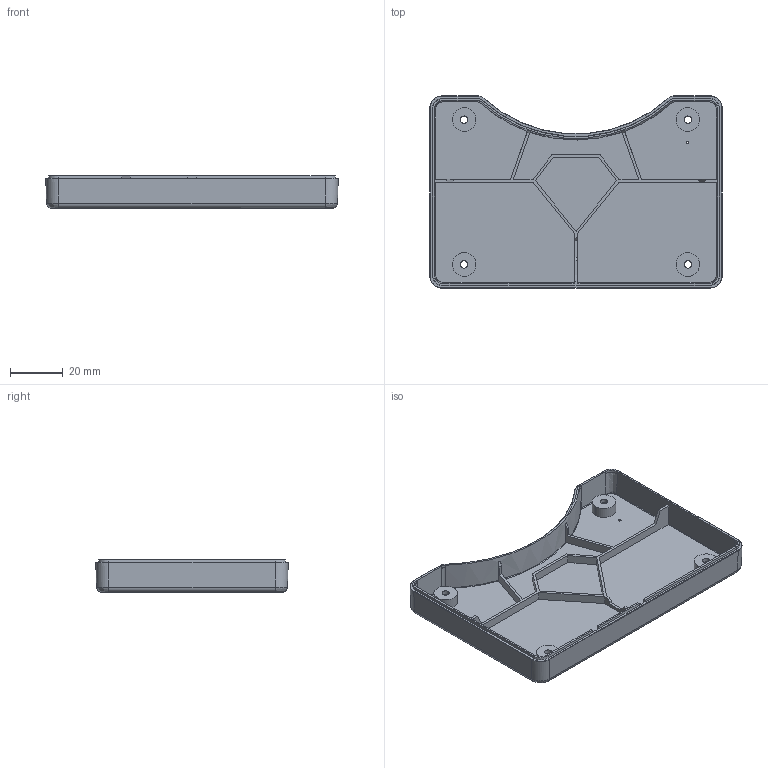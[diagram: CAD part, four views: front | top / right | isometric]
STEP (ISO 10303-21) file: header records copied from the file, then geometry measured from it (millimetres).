
FILE_DESCRIPTION(('CATIA V5 STEP Exchange'),'2;1');
FILE_NAME('Water Meter Enclosure 2_v05_Bottom Cover_STP.stp','2023-09-05T01:09:03+00:00',('none'),('none'),'CATIA Version 5 Release 20 GA (IN-10)','CATIA V5 STEP AP203 Edition 2','none');
FILE_SCHEMA(('AP203_CONFIGURATION_CONTROLLED_3D_DESIGN_OF_MECHANICAL_PARTS_AND_ASSEMBLIES_MIM_LF { 1 0 10303 403 2 1 2}'));
Length unit declared in the file: millimetre
Products named in the file (1): Water Meter Enclosure.1
Bounding box: 111.15 x 73.15 x 12.31 mm (x, y, z)
Volume: 20338.6 mm3; surface area: 24795.7 mm2
Topology: 1 solids, 1 shells, 192 faces, 492 edges, 312 vertices
Faces by surface type: plane 86, cylinder 46, bspline 28, torus 17, cone 13, revolution 2
Entity records: 7030 total; most frequent: CARTESIAN_POINT 2819, ORIENTED_EDGE 984, DIRECTION 626, EDGE_CURVE 492, VERTEX_POINT 312, VECTOR 257, LINE 257, AXIS2_PLACEMENT_3D 246
